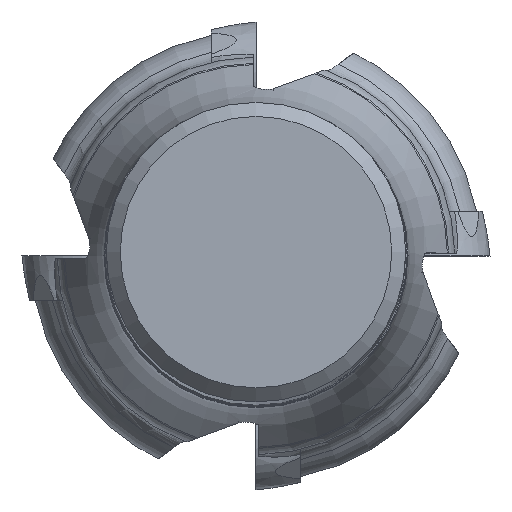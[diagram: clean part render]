
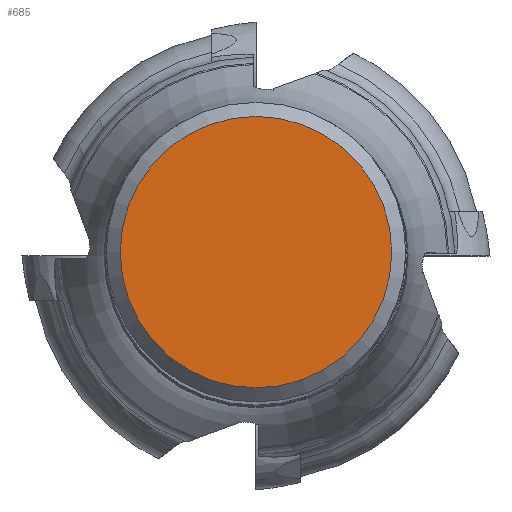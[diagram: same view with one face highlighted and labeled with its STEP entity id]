
A CAD part, top view. The second image highlights one B-rep face of the part: STEP entity #685.
In plain terms, the highlighted planar face has unit normal (0, 0, 1).
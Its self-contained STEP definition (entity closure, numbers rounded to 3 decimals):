
#416=FACE_OUTER_BOUND('',#1177,.T.);
#685=ADVANCED_FACE('',(#416),#913,.T.);
#913=PLANE('',#4827);
#1177=EDGE_LOOP('',(#2220));
#1487=CIRCLE('',#4825,14.496);
#2220=ORIENTED_EDGE('',*,*,#3883,.F.);
#3404=VERTEX_POINT('',#7459);
#3883=EDGE_CURVE('',#3404,#3404,#1487,.T.);
#4825=AXIS2_PLACEMENT_3D('',#7458,#5479,#5480);
#4827=AXIS2_PLACEMENT_3D('',#7461,#5483,#5484);
#5479=DIRECTION('',(0.,0.,-1.));
#5480=DIRECTION('',(-1.,0.,0.));
#5483=DIRECTION('',(0.,0.,1.));
#5484=DIRECTION('',(1.,0.,0.));
#7458=CARTESIAN_POINT('',(0.,0.,0.));
#7459=CARTESIAN_POINT('',(-14.496,0.,0.));
#7461=CARTESIAN_POINT('',(-14.496,0.,0.));
